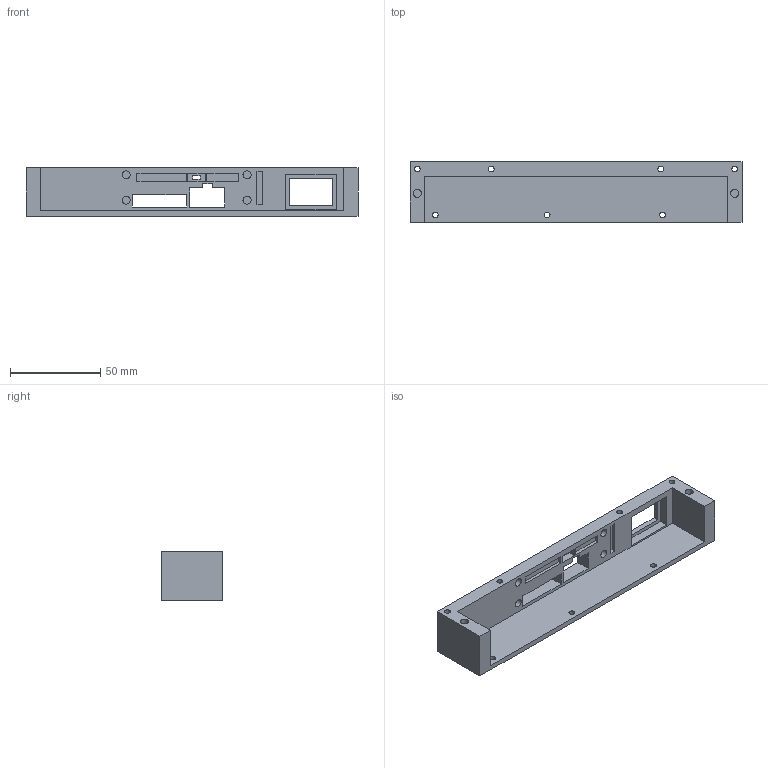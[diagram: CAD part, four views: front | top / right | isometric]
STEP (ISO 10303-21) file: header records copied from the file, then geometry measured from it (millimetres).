
FILE_DESCRIPTION(/* description */ (''),/* implementation_level */ '2;1');
FILE_NAME(/* name */ 'Power Panel.step',/* time_stamp */ '2020-11-16T21:28:08+01:00',/* author */ (''),/* organization */ (''),/* preprocessor_version */ 'ST-DEVELOPER v18.1',/* originating_system */ 'Autodesk Translation Framework v9.3.0.1241',/* authorisation */ '');
FILE_SCHEMA (('AUTOMOTIVE_DESIGN { 1 0 10303 214 3 1 1 }'));
Length unit declared in the file: millimetre
Products named in the file (3): Power Panel; Power Panel Rear; Panel (1)
Assembly tree (2 placements, depth 3):
  Power Panel
    Power Panel Rear
      Panel (1)
Bounding box: 184 x 33.4 x 27 mm (x, y, z)
Volume: 52395.3 mm3; surface area: 28150.1 mm2
Topology: 1 solids, 1 shells, 83 faces, 220 edges, 150 vertices
Faces by surface type: plane 62, cylinder 17, cone 4
Full cylindrical faces by diameter (mm): 3.2 x7, 4.5 x6, 6 x4
Entity records: 2689 total; most frequent: CARTESIAN_POINT 458, ORIENTED_EDGE 440, DIRECTION 434, EDGE_CURVE 220, LINE 182, VECTOR 182, VERTEX_POINT 150, AXIS2_PLACEMENT_3D 126
